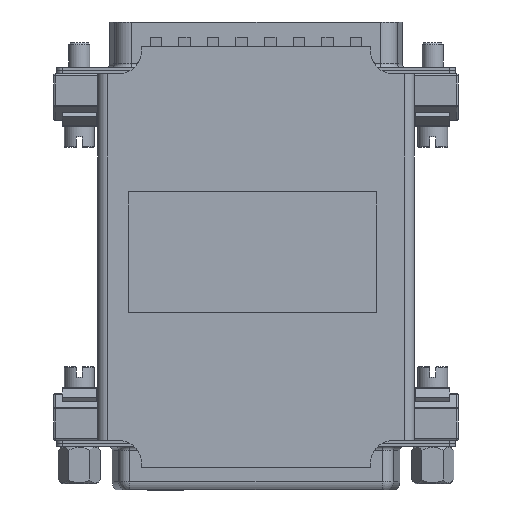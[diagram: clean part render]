
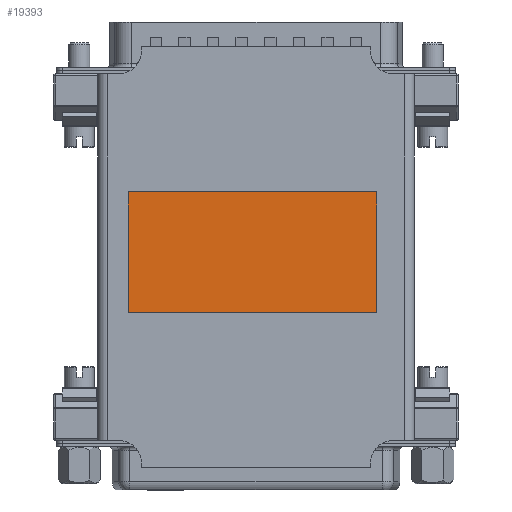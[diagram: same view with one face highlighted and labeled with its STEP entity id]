
A CAD part, front view. The second image highlights one B-rep face of the part: STEP entity #19393.
In plain terms, the highlighted planar face has unit normal (0, -1, 0).
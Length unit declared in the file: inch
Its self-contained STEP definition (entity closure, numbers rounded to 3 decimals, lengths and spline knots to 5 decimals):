
#3772 = CARTESIAN_POINT ( 'NONE',  ( 0.16, 0.01, -1.39358 ) ) ;
#3775 = CARTESIAN_POINT ( 'NONE',  ( 1.46, 0.01, -0.76258 ) ) ;
#3776 = CARTESIAN_POINT ( 'NONE',  ( 0.16, 0.01, -0.76258 ) ) ;
#3777 = CARTESIAN_POINT ( 'NONE',  ( 1.46, 0.01, -1.39358 ) ) ;
#6280 = LINE ( 'NONE', #7344, #6297 ) ;
#6297 = VECTOR ( 'NONE', #7366, 39.37008 ) ;
#6298 = LINE ( 'NONE', #7369, #6301 ) ;
#6301 = VECTOR ( 'NONE', #7371, 39.37008 ) ;
#6302 = LINE ( 'NONE', #7373, #6305 ) ;
#6305 = VECTOR ( 'NONE', #7375, 39.37008 ) ;
#6306 = LINE ( 'NONE', #7377, #6309 ) ;
#6309 = VECTOR ( 'NONE', #7378, 39.37008 ) ;
#7344 = CARTESIAN_POINT ( 'NONE',  ( 0.16, 0.01, -0.76258 ) ) ;
#7366 = DIRECTION ( 'NONE',  ( 0., 0., 1. ) ) ;
#7369 = CARTESIAN_POINT ( 'NONE',  ( 0.16, 0.01, -0.76258 ) ) ;
#7371 = DIRECTION ( 'NONE',  ( 1., 0., 0. ) ) ;
#7373 = CARTESIAN_POINT ( 'NONE',  ( 1.46, 0.01, -0.76258 ) ) ;
#7375 = DIRECTION ( 'NONE',  ( 0., 0., -1. ) ) ;
#7377 = CARTESIAN_POINT ( 'NONE',  ( 0.16, 0.01, -1.39358 ) ) ;
#7378 = DIRECTION ( 'NONE',  ( -1., 0., 0. ) ) ;
#19393 = ADVANCED_FACE ( 'NONE', ( #46314 ), #47743, .F. ) ;
#22742 = VERTEX_POINT ( 'NONE', #3772 ) ;
#22745 = VERTEX_POINT ( 'NONE', #3775 ) ;
#22746 = VERTEX_POINT ( 'NONE', #3776 ) ;
#22747 = VERTEX_POINT ( 'NONE', #3777 ) ;
#23220 = ORIENTED_EDGE ( 'NONE', *, *, #24596, .F. ) ;
#23221 = ORIENTED_EDGE ( 'NONE', *, *, #24602, .F. ) ;
#23222 = ORIENTED_EDGE ( 'NONE', *, *, #24600, .F. ) ;
#23223 = ORIENTED_EDGE ( 'NONE', *, *, #24598, .F. ) ;
#24596 = EDGE_CURVE ( 'NONE', #22742, #22746, #6280, .T. ) ;
#24598 = EDGE_CURVE ( 'NONE', #22746, #22745, #6298, .T. ) ;
#24600 = EDGE_CURVE ( 'NONE', #22745, #22747, #6302, .T. ) ;
#24602 = EDGE_CURVE ( 'NONE', #22747, #22742, #6306, .T. ) ;
#30417 = EDGE_LOOP ( 'NONE', ( #23220, #23221, #23222, #23223 ) ) ;
#45296 = AXIS2_PLACEMENT_3D ( 'NONE', #47739, #47745, #47746 ) ;
#46314 = FACE_OUTER_BOUND ( 'NONE', #30417, .T. ) ;
#47739 = CARTESIAN_POINT ( 'NONE',  ( 0.16, 0.01, -1.39358 ) ) ;
#47743 = PLANE ( 'NONE',  #45296 ) ;
#47745 = DIRECTION ( 'NONE',  ( 0., 1., 0. ) ) ;
#47746 = DIRECTION ( 'NONE',  ( 0., 0., -1. ) ) ;
